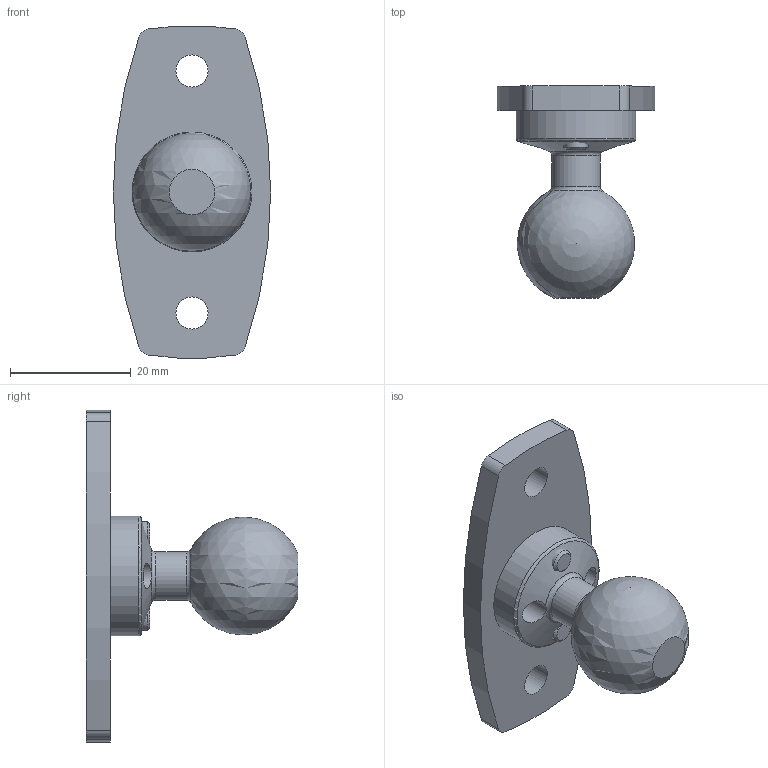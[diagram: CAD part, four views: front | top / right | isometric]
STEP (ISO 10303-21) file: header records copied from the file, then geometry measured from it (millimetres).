
FILE_DESCRIPTION (( 'STEP AP203' ), '1' );
FILE_NAME ('KS204B.STEP', '2017-05-19T17:33:50', ( 'Adam' ), ( '' ), 'SwSTEP 2.0', 'SolidWorks 2012', '' );
FILE_SCHEMA (( 'CONFIG_CONTROL_DESIGN' ));
Length unit declared in the file: millimetre
Products named in the file (1): KS204B
Bounding box: 26 x 35 x 54.88 mm (x, y, z)
Volume: 10582.2 mm3; surface area: 5930.9 mm2
Topology: 4 solids, 4 shells, 74 faces, 186 edges, 120 vertices
Faces by surface type: plane 34, cylinder 24, cone 12, torus 3, sphere 1
Full cylindrical faces by diameter (mm): 3.3 x2, 4 x2, 4.2 x2, 4.5 x2, 5.3 x2, 7 x2, 8 x1, 8.3 x2, 19.8 x1
Entity records: 2243 total; most frequent: CARTESIAN_POINT 535, DIRECTION 342, ORIENTED_EDGE 284, EDGE_CURVE 142, AXIS2_PLACEMENT_3D 131, EDGE_LOOP 122, VERTEX_POINT 108, FACE_OUTER_BOUND 94
